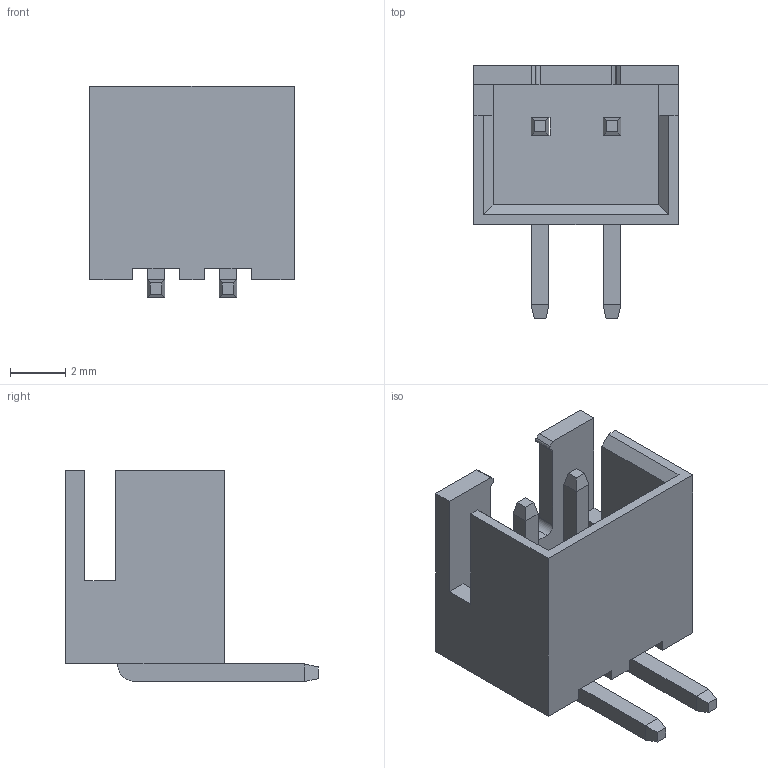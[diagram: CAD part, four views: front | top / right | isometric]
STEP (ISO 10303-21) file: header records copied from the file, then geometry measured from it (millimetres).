
FILE_DESCRIPTION (( 'STEP AP214' ), '1' );
FILE_NAME ('131F1A29-C82C-4D7C-AE0E-381A950F52AB.STEP', '2022-09-10T21:47:21', ( '' ), ( '' ), 'SwSTEP 2.0', 'SolidWorks 2022', '' );
FILE_SCHEMA (( 'AUTOMOTIVE_DESIGN' ));
Length unit declared in the file: millimetre
Products named in the file (1): 131F1A29-C82C-4D7C-AE0E-381A950F52AB
Bounding box: 7.4 x 9.15 x 7.64 mm (x, y, z)
Surface area: 420.6 mm2 (no closed solid volume)
Topology: 0 solids, 3 shells, 77 faces, 208 edges, 136 vertices
Faces by surface type: plane 69, cylinder 8
Entity records: 2409 total; most frequent: CARTESIAN_POINT 422, ORIENTED_EDGE 402, DIRECTION 380, EDGE_CURVE 208, VECTOR 192, LINE 192, VERTEX_POINT 136, AXIS2_PLACEMENT_3D 94
